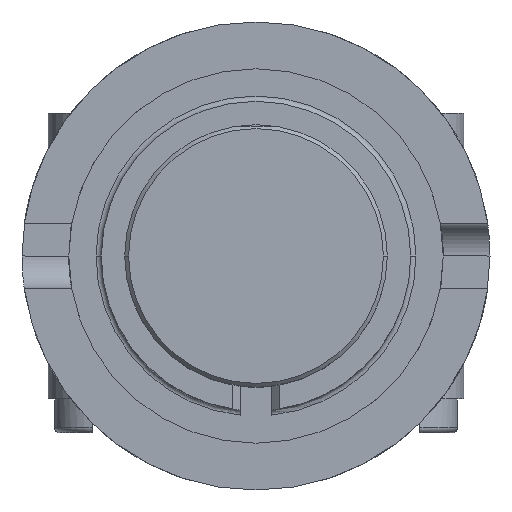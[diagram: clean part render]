
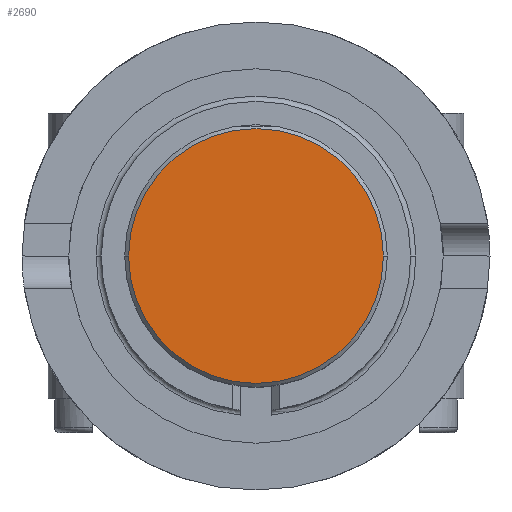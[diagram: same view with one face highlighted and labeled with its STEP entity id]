
A CAD part, front view. The second image highlights one B-rep face of the part: STEP entity #2690.
In plain terms, the highlighted planar face has unit normal (0, -1, 0).
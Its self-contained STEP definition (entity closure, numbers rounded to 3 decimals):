
#2490=CARTESIAN_POINT('',(0.,0.,0.));
#2500=DIRECTION('',(-0.,-1.,-0.));
#2510=DIRECTION('',(-1.,0.,0.));
#2520=AXIS2_PLACEMENT_3D('',#2490,#2500,#2510);
#2530=PLANE('',#2520);
#2540=CARTESIAN_POINT('',(0.,0.,0.));
#2550=DIRECTION('',(0.,1.,0.));
#2560=DIRECTION('',(1.,0.,0.));
#2570=AXIS2_PLACEMENT_3D('',#2540,#2550,#2560);
#2580=CIRCLE('',#2570,4.9);
#2590=CARTESIAN_POINT('',(4.9,0.,0.));
#2600=VERTEX_POINT('',#2590);
#2610=CARTESIAN_POINT('',(-4.9,0.,0.));
#2620=VERTEX_POINT('',#2610);
#2630=EDGE_CURVE('',#2600,#2620,#2580,.T.);
#2640=ORIENTED_EDGE('',*,*,#2630,.F.);
#2650=EDGE_CURVE('',#2620,#2600,#2580,.T.);
#2660=ORIENTED_EDGE('',*,*,#2650,.F.);
#2670=EDGE_LOOP('',(#2660,#2640));
#2680=FACE_OUTER_BOUND('',#2670,.T.);
#2690=ADVANCED_FACE('',(#2680),#2530,.T.);
